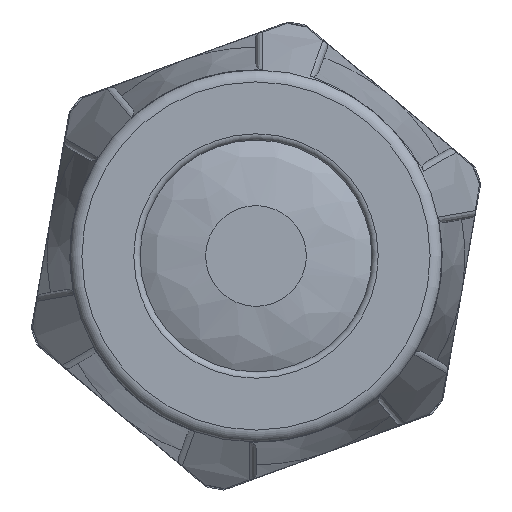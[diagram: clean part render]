
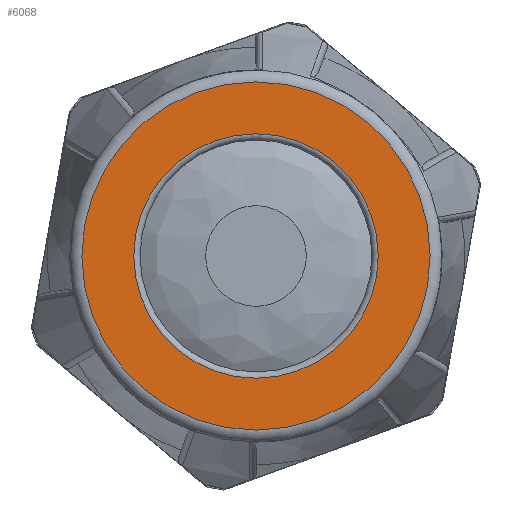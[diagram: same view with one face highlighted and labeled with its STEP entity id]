
A CAD part, left-side view. The second image highlights one B-rep face of the part: STEP entity #6068.
In plain terms, the highlighted planar face has unit normal (-1, 0, 0).
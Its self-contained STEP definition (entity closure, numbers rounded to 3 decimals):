
#306=FACE_BOUND('',#1899,.T.);
#1174=PLANE('',#6786);
#1515=FACE_OUTER_BOUND('',#1898,.T.);
#1898=EDGE_LOOP('',(#5669));
#1899=EDGE_LOOP('',(#5670));
#2293=CIRCLE('',#6785,9.66);
#2294=CIRCLE('',#6787,13.76);
#3054=VERTEX_POINT('',#15468);
#3055=VERTEX_POINT('',#15471);
#3930=EDGE_CURVE('',#3054,#3054,#2293,.T.);
#3931=EDGE_CURVE('',#3055,#3055,#2294,.T.);
#5669=ORIENTED_EDGE('',*,*,#3931,.F.);
#5670=ORIENTED_EDGE('',*,*,#3930,.T.);
#6068=ADVANCED_FACE('',(#1515,#306),#1174,.T.);
#6785=AXIS2_PLACEMENT_3D('',#15469,#8443,#8444);
#6786=AXIS2_PLACEMENT_3D('',#15470,#8445,#8446);
#6787=AXIS2_PLACEMENT_3D('',#15472,#8447,#8448);
#8443=DIRECTION('center_axis',(1.,0.,0.));
#8444=DIRECTION('ref_axis',(0.,0.,-1.));
#8445=DIRECTION('center_axis',(-1.,0.,0.));
#8446=DIRECTION('ref_axis',(0.,0.,1.));
#8447=DIRECTION('center_axis',(1.,0.,0.));
#8448=DIRECTION('ref_axis',(0.,0.,-1.));
#15468=CARTESIAN_POINT('',(-27.63,9.66,0.));
#15469=CARTESIAN_POINT('Origin',(-27.63,0.,0.));
#15470=CARTESIAN_POINT('Origin',(-27.63,13.76,0.));
#15471=CARTESIAN_POINT('',(-27.63,13.76,0.));
#15472=CARTESIAN_POINT('Origin',(-27.63,0.,0.));
